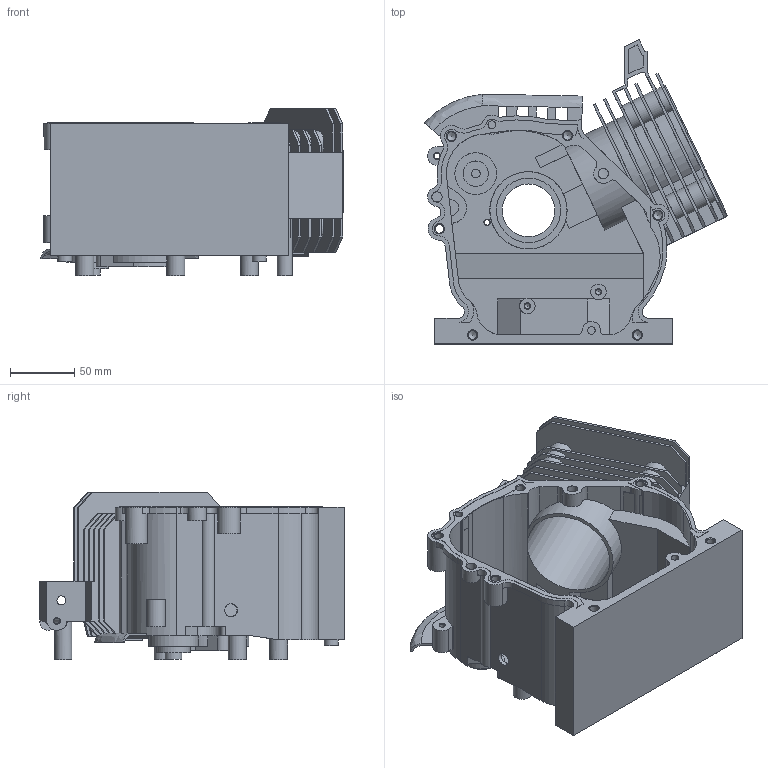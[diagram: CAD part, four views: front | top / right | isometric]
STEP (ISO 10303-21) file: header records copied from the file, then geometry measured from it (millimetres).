
FILE_DESCRIPTION(/* description */ (''),/* implementation_level */ '2;1');
FILE_NAME(/* name */ '15000_Leistungskatalog_CAD_Motorblock_V1.stp',/* time_stamp */ '2020-03-17T08:40:00+01:00',/* author */ (''),/* organization */ (''),/* preprocessor_version */ 'ST-DEVELOPER v16.7',/* originating_system */ 'SIEMENS PLM Software NX 12.0',/* authorisation */ '');
FILE_SCHEMA (('AUTOMOTIVE_DESIGN { 1 0 10303 214 3 1 1 1 }'));
Length unit declared in the file: millimetre
Products named in the file (1): 15000_Leistungskatalog_CAD_Motorblock_V1
Bounding box: 235.22 x 236.4 x 130.07 mm (x, y, z)
Volume: 822251.5 mm3; surface area: 342946.7 mm2
Topology: 1 solids, 1 shells, 569 faces, 4564 edges, 6889 vertices
Faces by surface type: plane 325, cylinder 200, cone 39, bspline 5
Full cylindrical faces by diameter (mm): 4.2 x11, 5 x2, 5.6 x4, 6 x2, 6.7 x1, 6.8 x6, 7 x3, 8 x2, 10 x5, 11 x2, 12 x3, 13 x1, 13.523 x1, 14 x3, 19.7 x1, 20 x4, 26 x1, 32.5 x1, 41 x1, 50 x1, 60 x1, 68 x1
Entity records: 45034 total; most frequent: CARTESIAN_POINT 6400, DIRECTION 6361, LINE 3533, VECTOR 3533, ORIENTED_EDGE 3000, STYLED_ITEM 2979, PRESENTATION_STYLE_ASSIGNMENT 2979, CURVE_STYLE 2910
